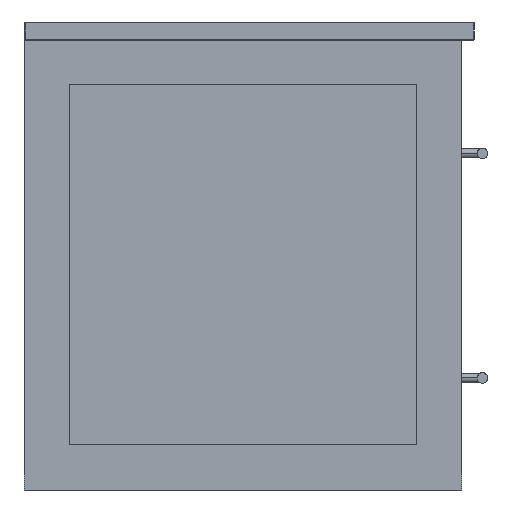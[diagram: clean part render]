
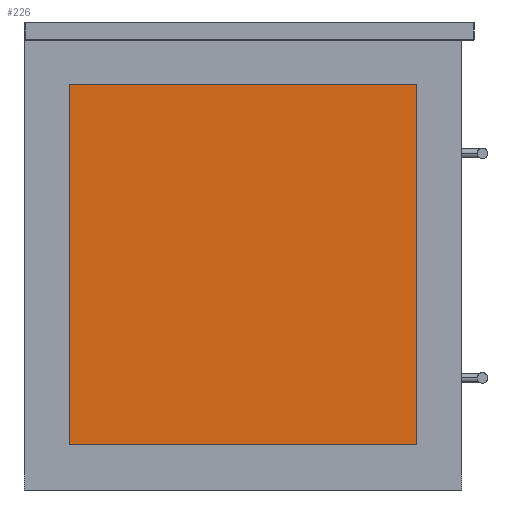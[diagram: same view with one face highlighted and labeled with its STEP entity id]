
A CAD part, left-side view. The second image highlights one B-rep face of the part: STEP entity #226.
In plain terms, the highlighted planar face has unit normal (-1, 0, 0).
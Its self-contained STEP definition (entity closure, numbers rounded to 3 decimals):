
#226=ADVANCED_FACE('',(#377),#2232,.T.);
#377=FACE_OUTER_BOUND('',#530,.T.);
#530=EDGE_LOOP('',(#823,#824,#825,#826));
#823=ORIENTED_EDGE('',*,*,#1404,.T.);
#824=ORIENTED_EDGE('',*,*,#1410,.T.);
#825=ORIENTED_EDGE('',*,*,#1408,.T.);
#826=ORIENTED_EDGE('',*,*,#1406,.T.);
#1404=EDGE_CURVE('',#2040,#2039,#1722,.T.);
#1406=EDGE_CURVE('',#2041,#2040,#1724,.T.);
#1408=EDGE_CURVE('',#2042,#2041,#1726,.T.);
#1410=EDGE_CURVE('',#2039,#2042,#1728,.T.);
#1722=B_SPLINE_CURVE_WITH_KNOTS('',1,(#3383,#3384),.UNSPECIFIED.,.F.,.F.,
(2,2),(-386.,0.),.UNSPECIFIED.);
#1724=B_SPLINE_CURVE_WITH_KNOTS('',1,(#3387,#3388),.UNSPECIFIED.,.F.,.F.,
(2,2),(-400.,0.),.UNSPECIFIED.);
#1726=B_SPLINE_CURVE_WITH_KNOTS('',1,(#3391,#3392),.UNSPECIFIED.,.F.,.F.,
(2,2),(-386.,0.),.UNSPECIFIED.);
#1728=B_SPLINE_CURVE_WITH_KNOTS('',1,(#3395,#3396),.UNSPECIFIED.,.F.,.F.,
(2,2),(-400.,0.),.UNSPECIFIED.);
#2039=VERTEX_POINT('',#3345);
#2040=VERTEX_POINT('',#3346);
#2041=VERTEX_POINT('',#3347);
#2042=VERTEX_POINT('',#3348);
#2232=PLANE('',#2581);
#2581=AXIS2_PLACEMENT_3D('',#3332,#2757,$);
#2757=DIRECTION('',(-1.,0.,0.));
#3332=CARTESIAN_POINT('',(-891.,240.,11.4));
#3345=CARTESIAN_POINT('',(-891.,200.,50.));
#3346=CARTESIAN_POINT('',(-891.,200.,436.));
#3347=CARTESIAN_POINT('',(-891.,-200.,436.));
#3348=CARTESIAN_POINT('',(-891.,-200.,50.));
#3383=CARTESIAN_POINT('',(-891.,200.,436.));
#3384=CARTESIAN_POINT('',(-891.,200.,50.));
#3387=CARTESIAN_POINT('',(-891.,-200.,436.));
#3388=CARTESIAN_POINT('',(-891.,200.,436.));
#3391=CARTESIAN_POINT('',(-891.,-200.,50.));
#3392=CARTESIAN_POINT('',(-891.,-200.,436.));
#3395=CARTESIAN_POINT('',(-891.,200.,50.));
#3396=CARTESIAN_POINT('',(-891.,-200.,50.));
